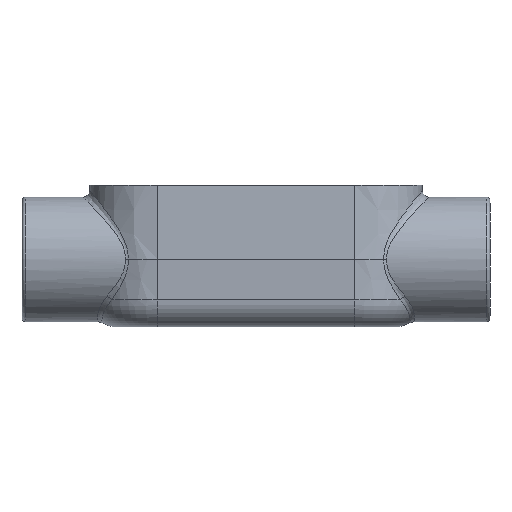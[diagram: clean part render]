
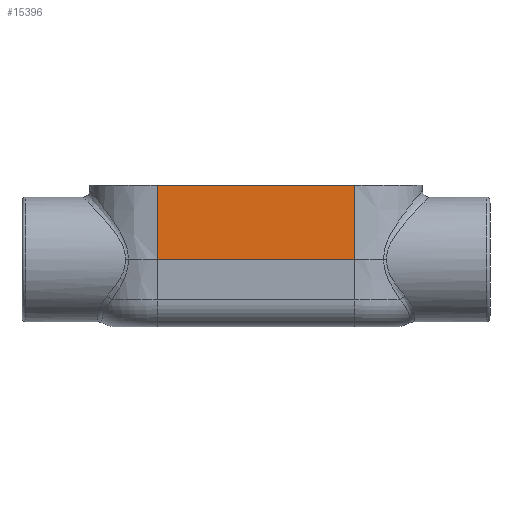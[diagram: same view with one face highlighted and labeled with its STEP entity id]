
A CAD part, front view. The second image highlights one B-rep face of the part: STEP entity #15396.
In plain terms, the highlighted planar face has unit normal (0, -1, 0.026).
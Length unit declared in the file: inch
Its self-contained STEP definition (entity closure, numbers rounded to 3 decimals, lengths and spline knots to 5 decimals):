
#1909=FACE_OUTER_BOUND('',#2798,.T.);
#2798=EDGE_LOOP('',(#13921,#13922,#13923,#13924));
#4345=LINE('',#29134,#5878);
#4351=LINE('',#29486,#5884);
#4352=LINE('',#29784,#5885);
#4353=LINE('',#29787,#5886);
#5878=VECTOR('',#19200,3.562);
#5884=VECTOR('',#19224,1.34346);
#5885=VECTOR('',#19227,1.34346);
#5886=VECTOR('',#19232,3.562);
#7342=VERTEX_POINT('',#28443);
#7353=VERTEX_POINT('',#28820);
#7367=VERTEX_POINT('',#29484);
#7368=VERTEX_POINT('',#29783);
#9557=EDGE_CURVE('',#7342,#7353,#4345,.F.);
#9572=EDGE_CURVE('',#7367,#7342,#4351,.T.);
#9574=EDGE_CURVE('',#7368,#7353,#4352,.T.);
#9576=EDGE_CURVE('',#7367,#7368,#4353,.T.);
#13921=ORIENTED_EDGE('',*,*,#9574,.T.);
#13922=ORIENTED_EDGE('',*,*,#9557,.F.);
#13923=ORIENTED_EDGE('',*,*,#9572,.F.);
#13924=ORIENTED_EDGE('',*,*,#9576,.T.);
#14601=PLANE('',#16189);
#15396=ADVANCED_FACE('',(#1909),#14601,.T.);
#16189=AXIS2_PLACEMENT_3D('',#29786,#19230,#19231);
#19200=DIRECTION('',(1.,0.,0.));
#19224=DIRECTION('',(0.,-0.026,-1.));
#19227=DIRECTION('',(0.,-0.026,-1.));
#19230=DIRECTION('center_axis',(0.,-1.,
0.026));
#19231=DIRECTION('ref_axis',(0.,-0.026,-1.));
#19232=DIRECTION('',(-1.,0.,0.));
#28443=CARTESIAN_POINT('',(1.781,-1.25417,0.));
#28820=CARTESIAN_POINT('',(-1.781,-1.25417,0.));
#29134=CARTESIAN_POINT('',(-1.781,-1.25417,0.));
#29484=CARTESIAN_POINT('',(1.781,-1.219,1.343));
#29486=CARTESIAN_POINT('',(1.781,-1.219,1.343));
#29783=CARTESIAN_POINT('',(-1.781,-1.219,1.343));
#29784=CARTESIAN_POINT('',(-1.781,-1.219,1.343));
#29786=CARTESIAN_POINT('Origin',(1.781,-1.25417,0.));
#29787=CARTESIAN_POINT('',(1.781,-1.219,1.343));
